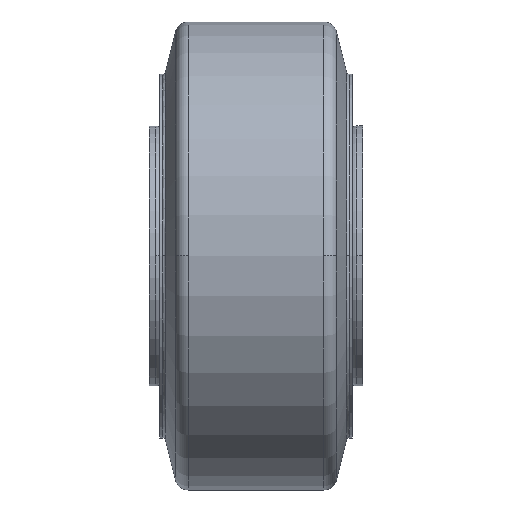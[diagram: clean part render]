
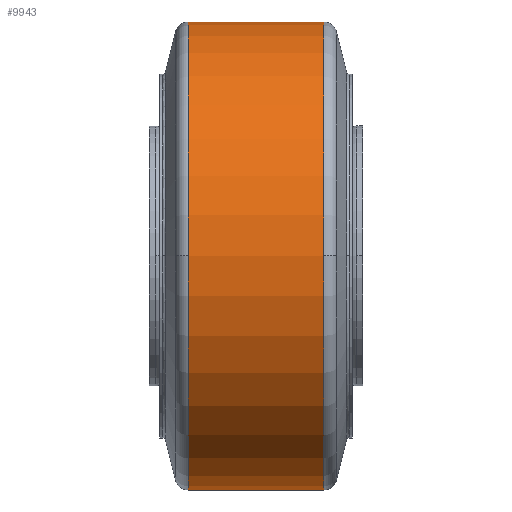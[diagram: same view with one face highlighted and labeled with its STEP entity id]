
A CAD part, top view. The second image highlights one B-rep face of the part: STEP entity #9943.
In plain terms, the highlighted cylindrical face has radius 114.3 mm (diameter 228.6 mm), a partial arc.
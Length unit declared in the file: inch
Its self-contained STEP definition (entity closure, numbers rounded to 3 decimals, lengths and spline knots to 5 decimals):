
#9848=CARTESIAN_POINT('',(1.30481,2.49745,0.0));
#9849=VERTEX_POINT('',#9848);
#9857=CARTESIAN_POINT('',(1.30481,-2.00255,4.5));
#9858=VERTEX_POINT('',#9857);
#9859=CARTESIAN_POINT('',(1.30481,-2.00255,0.0));
#9860=DIRECTION('',(1.0,0.0,0.0));
#9861=DIRECTION('',(0.0,-1.0,0.0));
#9862=AXIS2_PLACEMENT_3D('',#9859,#9860,#9861);
#9863=CIRCLE('',#9862,4.5);
#9864=EDGE_CURVE('',#9849,#9858,#9863,.T.);
#9894=CARTESIAN_POINT('',(0.0,-2.00255,0.0));
#9895=DIRECTION('',(1.0,0.0,0.0));
#9896=DIRECTION('',(0.0,1.0,0.0));
#9897=AXIS2_PLACEMENT_3D('',#9894,#9895,#9896);
#9898=CYLINDRICAL_SURFACE('',#9897,4.5);
#9899=CARTESIAN_POINT('',(-1.30481,2.49745,0.0));
#9900=VERTEX_POINT('',#9899);
#9901=CARTESIAN_POINT('',(-1.30481,2.49745,0.0));
#9902=DIRECTION('',(1.0,0.0,0.0));
#9903=VECTOR('',#9902,2.60961);
#9904=LINE('',#9901,#9903);
#9905=EDGE_CURVE('',#9900,#9849,#9904,.T.);
#9906=ORIENTED_EDGE('',*,*,#9905,.F.);
#9907=CARTESIAN_POINT('',(-1.30481,-2.00255,4.5));
#9908=VERTEX_POINT('',#9907);
#9909=CARTESIAN_POINT('',(-1.30481,-2.00255,0.0));
#9910=DIRECTION('',(-1.0,0.0,0.0));
#9911=DIRECTION('',(0.0,-1.0,0.0));
#9912=AXIS2_PLACEMENT_3D('',#9909,#9910,#9911);
#9913=CIRCLE('',#9912,4.5);
#9914=EDGE_CURVE('',#9908,#9900,#9913,.T.);
#9915=ORIENTED_EDGE('',*,*,#9914,.F.);
#9916=CARTESIAN_POINT('',(-1.30481,-6.50255,0.));
#9917=VERTEX_POINT('',#9916);
#9918=CARTESIAN_POINT('',(-1.30481,-2.00255,0.0));
#9919=DIRECTION('',(-1.0,0.0,0.0));
#9920=DIRECTION('',(0.0,-1.0,0.0));
#9921=AXIS2_PLACEMENT_3D('',#9918,#9919,#9920);
#9922=CIRCLE('',#9921,4.5);
#9923=EDGE_CURVE('',#9917,#9908,#9922,.T.);
#9924=ORIENTED_EDGE('',*,*,#9923,.F.);
#9925=CARTESIAN_POINT('',(1.30481,-6.50255,0.));
#9926=VERTEX_POINT('',#9925);
#9927=CARTESIAN_POINT('',(1.30481,-6.50255,0.));
#9928=DIRECTION('',(-1.0,0.0,0.0));
#9929=VECTOR('',#9928,2.60961);
#9930=LINE('',#9927,#9929);
#9931=EDGE_CURVE('',#9926,#9917,#9930,.T.);
#9932=ORIENTED_EDGE('',*,*,#9931,.F.);
#9933=CARTESIAN_POINT('',(1.30481,-2.00255,0.0));
#9934=DIRECTION('',(1.0,0.0,0.0));
#9935=DIRECTION('',(0.0,-1.0,0.0));
#9936=AXIS2_PLACEMENT_3D('',#9933,#9934,#9935);
#9937=CIRCLE('',#9936,4.5);
#9938=EDGE_CURVE('',#9858,#9926,#9937,.T.);
#9939=ORIENTED_EDGE('',*,*,#9938,.F.);
#9940=ORIENTED_EDGE('',*,*,#9864,.F.);
#9941=EDGE_LOOP('',(#9906,#9915,#9924,#9932,#9939,#9940));
#9942=FACE_OUTER_BOUND('',#9941,.T.);
#9943=ADVANCED_FACE('',(#9942),#9898,.T.);
